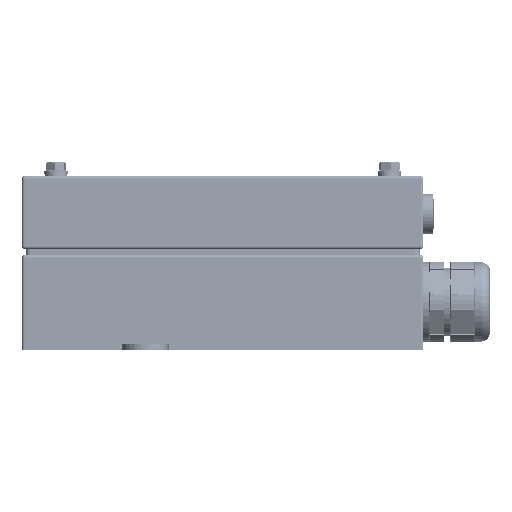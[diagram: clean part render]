
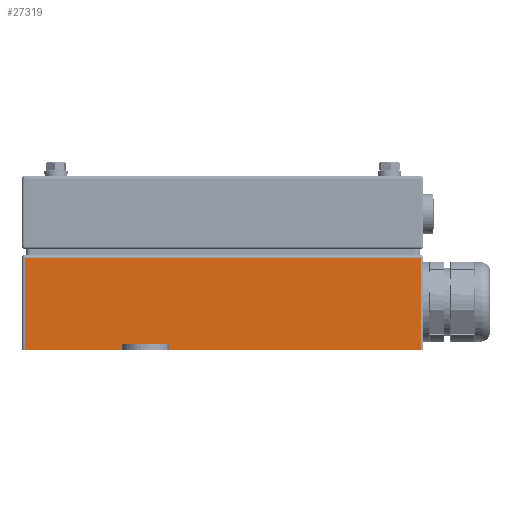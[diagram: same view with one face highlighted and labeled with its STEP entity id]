
A CAD part, left-side view. The second image highlights one B-rep face of the part: STEP entity #27319.
In plain terms, the highlighted planar face has unit normal (-1, 0, 0).
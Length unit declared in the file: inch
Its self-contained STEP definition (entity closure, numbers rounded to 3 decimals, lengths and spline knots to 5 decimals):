
#847 = DIRECTION ( 'NONE',  ( 1., 0., 0. ) ) ;
#1915 = ORIENTED_EDGE ( 'NONE', *, *, #37286, .T. ) ;
#3857 = LINE ( 'NONE', #68195, #37913 ) ;
#4552 = CARTESIAN_POINT ( 'NONE',  ( -2.125, -4.215, 0.9475 ) ) ;
#5192 = EDGE_CURVE ( 'NONE', #32635, #39813, #24322, .T. ) ;
#5733 = EDGE_CURVE ( 'NONE', #63080, #27150, #21637, .T. ) ;
#6060 = ORIENTED_EDGE ( 'NONE', *, *, #17636, .F. ) ;
#6106 = CARTESIAN_POINT ( 'NONE',  ( -2.125, -4.275, 1.0075 ) ) ;
#6206 = EDGE_CURVE ( 'NONE', #64504, #63080, #41656, .T. ) ;
#7020 = ORIENTED_EDGE ( 'NONE', *, *, #6206, .T. ) ;
#7273 = DIRECTION ( 'NONE',  ( 0., 1., 0. ) ) ;
#7715 = DIRECTION ( 'NONE',  ( 0., -1., 0. ) ) ;
#12761 = CARTESIAN_POINT ( 'NONE',  ( -2.125, -4.275, -1.0075 ) ) ;
#12793 = CARTESIAN_POINT ( 'NONE',  ( -2.125, 2.15, -0.8875 ) ) ;
#14264 = VECTOR ( 'NONE', #24694, 39.37008 ) ;
#14363 = EDGE_LOOP ( 'NONE', ( #7020, #30652, #50888, #6060, #1915, #61459, #42074, #65892 ) ) ;
#15431 = DIRECTION ( 'NONE',  ( 0., 0., -1. ) ) ;
#17636 = EDGE_CURVE ( 'NONE', #73798, #66334, #3857, .T. ) ;
#18620 = AXIS2_PLACEMENT_3D ( 'NONE', #6106, #847, #63731 ) ;
#21637 = LINE ( 'NONE', #55394, #28631 ) ;
#21955 = LINE ( 'NONE', #68412, #45259 ) ;
#22318 = CARTESIAN_POINT ( 'NONE',  ( -2.125, 1.15, -0.8875 ) ) ;
#23715 = CARTESIAN_POINT ( 'NONE',  ( -2.125, -4.275, 0.9475 ) ) ;
#24322 = LINE ( 'NONE', #69299, #14264 ) ;
#24694 = DIRECTION ( 'NONE',  ( 0., 0., -1. ) ) ;
#27150 = VERTEX_POINT ( 'NONE', #49172 ) ;
#27319 = ADVANCED_FACE ( 'NONE', ( #33760 ), #57733, .F. ) ;
#28124 = CARTESIAN_POINT ( 'NONE',  ( -2.125, 1.15, -1.0075 ) ) ;
#28631 = VECTOR ( 'NONE', #33604, 39.37008 ) ;
#30652 = ORIENTED_EDGE ( 'NONE', *, *, #5733, .T. ) ;
#30881 = LINE ( 'NONE', #54864, #69385 ) ;
#32635 = VERTEX_POINT ( 'NONE', #22318 ) ;
#33604 = DIRECTION ( 'NONE',  ( 0., 0., -1. ) ) ;
#33760 = FACE_OUTER_BOUND ( 'NONE', #14363, .T. ) ;
#35574 = DIRECTION ( 'NONE',  ( 0., -1., 0. ) ) ;
#35711 = VERTEX_POINT ( 'NONE', #35915 ) ;
#35915 = CARTESIAN_POINT ( 'NONE',  ( -2.125, -4.215, -1.0075 ) ) ;
#36258 = CARTESIAN_POINT ( 'NONE',  ( -2.125, 2.15, -1.0075 ) ) ;
#36476 = CARTESIAN_POINT ( 'NONE',  ( -2.125, -4.275, -1.0075 ) ) ;
#37286 = EDGE_CURVE ( 'NONE', #73798, #32635, #30881, .T. ) ;
#37913 = VECTOR ( 'NONE', #15431, 39.37008 ) ;
#38361 = EDGE_CURVE ( 'NONE', #27150, #66334, #40644, .T. ) ;
#39813 = VERTEX_POINT ( 'NONE', #28124 ) ;
#40644 = LINE ( 'NONE', #36476, #69446 ) ;
#41656 = LINE ( 'NONE', #23715, #59810 ) ;
#42074 = ORIENTED_EDGE ( 'NONE', *, *, #47277, .T. ) ;
#43362 = CARTESIAN_POINT ( 'NONE',  ( -2.125, 4.215, 0.9475 ) ) ;
#45259 = VECTOR ( 'NONE', #60970, 39.37008 ) ;
#47205 = LINE ( 'NONE', #12761, #59657 ) ;
#47277 = EDGE_CURVE ( 'NONE', #39813, #35711, #47205, .T. ) ;
#49172 = CARTESIAN_POINT ( 'NONE',  ( -2.125, 4.215, -1.0075 ) ) ;
#50888 = ORIENTED_EDGE ( 'NONE', *, *, #38361, .T. ) ;
#52799 = EDGE_CURVE ( 'NONE', #35711, #64504, #21955, .T. ) ;
#54864 = CARTESIAN_POINT ( 'NONE',  ( -2.125, 2.15, -0.8875 ) ) ;
#55394 = CARTESIAN_POINT ( 'NONE',  ( -2.125, 4.215, 1.0075 ) ) ;
#57733 = PLANE ( 'NONE',  #18620 ) ;
#59657 = VECTOR ( 'NONE', #35574, 39.37008 ) ;
#59810 = VECTOR ( 'NONE', #7273, 39.37008 ) ;
#60970 = DIRECTION ( 'NONE',  ( 0., 0., 1. ) ) ;
#61459 = ORIENTED_EDGE ( 'NONE', *, *, #5192, .T. ) ;
#63080 = VERTEX_POINT ( 'NONE', #43362 ) ;
#63731 = DIRECTION ( 'NONE',  ( 0., 0., -1. ) ) ;
#64504 = VERTEX_POINT ( 'NONE', #4552 ) ;
#64980 = DIRECTION ( 'NONE',  ( 0., -1., 0. ) ) ;
#65892 = ORIENTED_EDGE ( 'NONE', *, *, #52799, .T. ) ;
#66334 = VERTEX_POINT ( 'NONE', #36258 ) ;
#68195 = CARTESIAN_POINT ( 'NONE',  ( -2.125, 2.15, -0.8875 ) ) ;
#68412 = CARTESIAN_POINT ( 'NONE',  ( -2.125, -4.215, 1.0075 ) ) ;
#69299 = CARTESIAN_POINT ( 'NONE',  ( -2.125, 1.15, -0.8875 ) ) ;
#69385 = VECTOR ( 'NONE', #64980, 39.37008 ) ;
#69446 = VECTOR ( 'NONE', #7715, 39.37008 ) ;
#73798 = VERTEX_POINT ( 'NONE', #12793 ) ;
